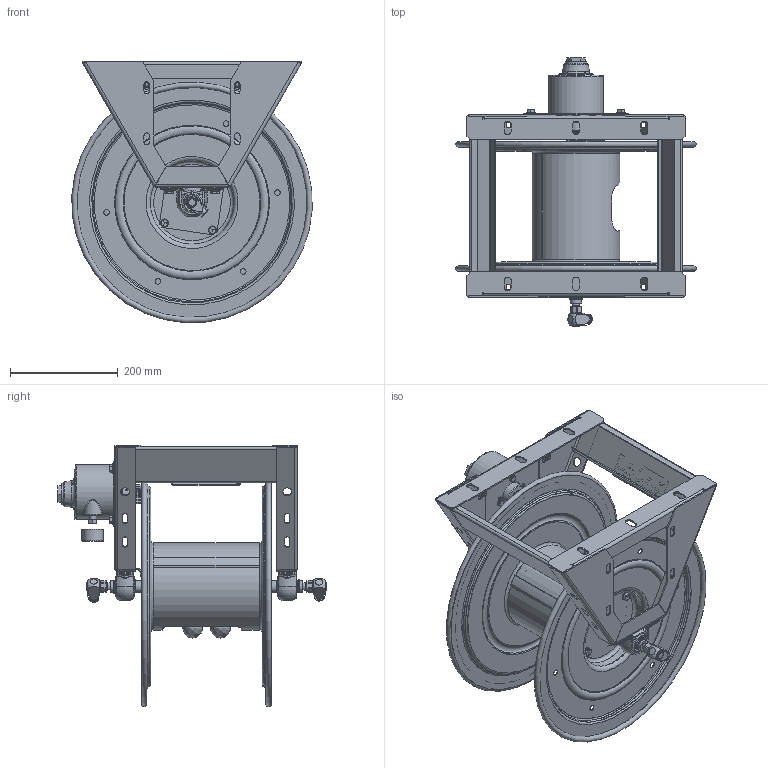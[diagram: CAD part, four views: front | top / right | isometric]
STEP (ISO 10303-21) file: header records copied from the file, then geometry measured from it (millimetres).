
FILE_DESCRIPTION(/* description */ (''),/* implementation_level */ '2;1');
FILE_NAME(/* name */ '1275HPL-4-8-A_SHARED.stp',/* time_stamp */ '2020-03-16T09:06:10-07:00',/* author */ ('NMelton'),/* organization */ (''),/* preprocessor_version */ 'ST-DEVELOPER v17',/* originating_system */ 'Autodesk Inventor 2019',/* authorisation */ '');
FILE_SCHEMA (('AUTOMOTIVE_DESIGN { 1 0 10303 214 3 1 1 }'));
Products named in the file (1): 1275HPL-4-8-A_SHARED
Bounding box: 447.02 x 498.85 x 486.02 mm (x, y, z)
Surface area: 1716757.4 mm2 (no closed solid volume)
Topology: 0 solids, 159 shells, 2958 faces, 10202 edges, 7164 vertices
Faces by surface type: cylinder 1191, plane 975, cone 326, bspline 286, torus 135, sphere 45
Full cylindrical faces by diameter (mm): 1.245 x4, 1.321 x4, 2.54 x1, 3.048 x1, 3.962 x1, 6.35 x1, 6.909 x2, 6.985 x4, 7.938 x7, 8.795 x1, 10.001 x3, 10.414 x6, 10.439 x1, 10.592 x2, 11.43 x8, 12.192 x4, 12.7 x7, 12.859 x4, 13.398 x2, 13.868 x2, 14.186 x4, 14.3 x1, 15.875 x2, 16.662 x4, 17.575 x2, 17.615 x8, 17.78 x2, 18.644 x2, 19.253 x2, 20.625 x4
Entity records: 131618 total; most frequent: CARTESIAN_POINT 45898, ORIENTED_EDGE 16546, DIRECTION 16209, EDGE_CURVE 10138, VERTEX_POINT 7164, AXIS2_PLACEMENT_3D 5932, LINE 4345, VECTOR 4345
